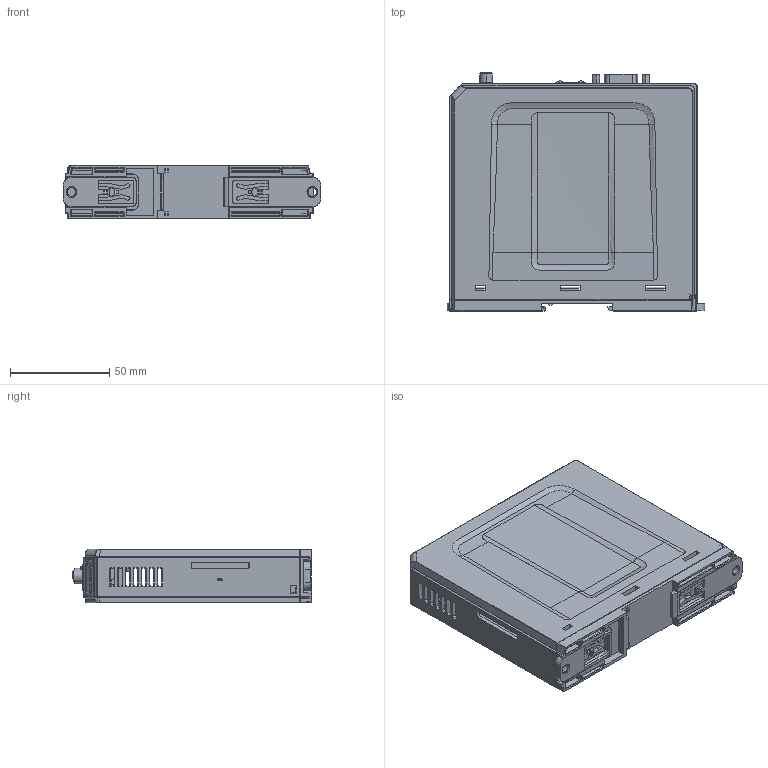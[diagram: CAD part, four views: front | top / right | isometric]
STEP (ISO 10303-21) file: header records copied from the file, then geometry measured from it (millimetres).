
FILE_DESCRIPTION (( 'STEP AP203' ), '1' );
FILE_NAME ('cMT-SVR-200.STEP', '2018-11-26T09:38:44', ( 'Annayang' ), ( '' ), 'SwSTEP 2.0', 'SolidWorks 2011', '' );
FILE_SCHEMA (( 'CONFIG_CONTROL_DESIGN' ));
Length unit declared in the file: millimetre
Products named in the file (1): cMT-SVR-200
Bounding box: 129.76 x 119.91 x 27.17 mm (x, y, z)
Surface area: 82892.4 mm2 (no closed solid volume)
Topology: 0 solids, 65 shells, 1228 faces, 5035 edges, 3829 vertices
Faces by surface type: plane 706, cylinder 260, cone 127, bspline 96, torus 30, sphere 9
Entity records: 66198 total; most frequent: CARTESIAN_POINT 26395, ORIENTED_EDGE 8061, DIRECTION 7432, EDGE_CURVE 5015, VERTEX_POINT 3825, LINE 3488, VECTOR 3488, AXIS2_PLACEMENT_3D 1972
